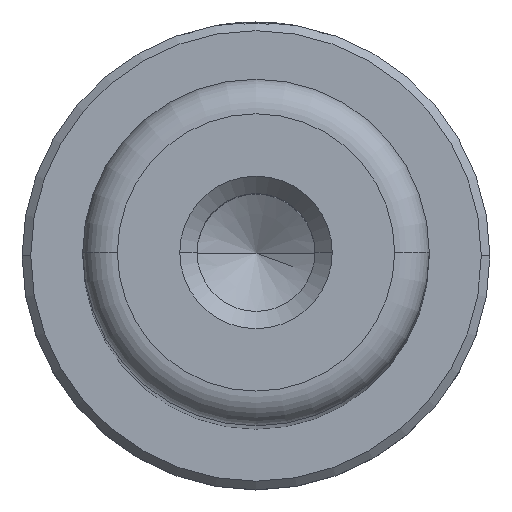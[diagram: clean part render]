
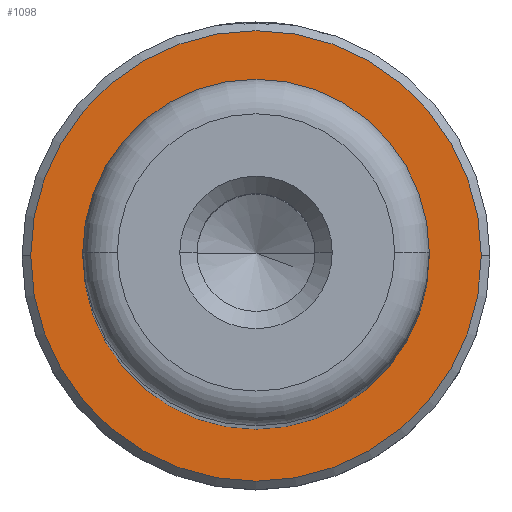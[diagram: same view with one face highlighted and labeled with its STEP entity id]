
A CAD part, top view. The second image highlights one B-rep face of the part: STEP entity #1098.
In plain terms, the highlighted planar face has unit normal (0, 0, 1).
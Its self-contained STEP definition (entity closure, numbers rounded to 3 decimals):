
#40 = AXIS2_PLACEMENT_3D ( 'NONE', #588, #1692, #755 ) ;
#96 = DIRECTION ( 'NONE',  ( 1., 0., 0. ) ) ;
#100 = DIRECTION ( 'NONE',  ( 0., 0., 1. ) ) ;
#105 = CARTESIAN_POINT ( 'NONE',  ( 0., 0., 18. ) ) ;
#325 = CIRCLE ( 'NONE', #40, 9.5 ) ;
#456 = EDGE_CURVE ( 'NONE', #1685, #895, #1155, .T. ) ;
#549 = CARTESIAN_POINT ( 'NONE',  ( -13., 0., 18. ) ) ;
#571 = ORIENTED_EDGE ( 'NONE', *, *, #1908, .T. ) ;
#588 = CARTESIAN_POINT ( 'NONE',  ( 0., 0., 18. ) ) ;
#755 = DIRECTION ( 'NONE',  ( -1., 0., 0. ) ) ;
#764 = AXIS2_PLACEMENT_3D ( 'NONE', #1034, #1030, #999 ) ;
#805 = AXIS2_PLACEMENT_3D ( 'NONE', #105, #100, #96 ) ;
#816 = VERTEX_POINT ( 'NONE', #969 ) ;
#857 = FACE_OUTER_BOUND ( 'NONE', #1170, .T. ) ;
#895 = VERTEX_POINT ( 'NONE', #923 ) ;
#923 = CARTESIAN_POINT ( 'NONE',  ( -9.5, 0., 18. ) ) ;
#969 = CARTESIAN_POINT ( 'NONE',  ( 13., 0., 18. ) ) ;
#999 = DIRECTION ( 'NONE',  ( -1., 0., 0. ) ) ;
#1030 = DIRECTION ( 'NONE',  ( 0., 0., -1. ) ) ;
#1034 = CARTESIAN_POINT ( 'NONE',  ( 0., 0., 18. ) ) ;
#1098 = ADVANCED_FACE ( 'NONE', ( #857, #1634 ), #1670, .T. ) ;
#1155 = CIRCLE ( 'NONE', #764, 9.5 ) ;
#1157 = EDGE_CURVE ( 'NONE', #816, #1423, #1539, .T. ) ;
#1170 = EDGE_LOOP ( 'NONE', ( #1774, #1766 ) ) ;
#1183 = EDGE_LOOP ( 'NONE', ( #571, #1589 ) ) ;
#1423 = VERTEX_POINT ( 'NONE', #549 ) ;
#1438 = DIRECTION ( 'NONE',  ( 1., 0., 0. ) ) ;
#1450 = DIRECTION ( 'NONE',  ( 0., 0., 1. ) ) ;
#1456 = CARTESIAN_POINT ( 'NONE',  ( 0., 0., 18. ) ) ;
#1467 = EDGE_CURVE ( 'NONE', #1423, #816, #1906, .T. ) ;
#1539 = CIRCLE ( 'NONE', #1953, 13. ) ;
#1589 = ORIENTED_EDGE ( 'NONE', *, *, #456, .T. ) ;
#1634 = FACE_BOUND ( 'NONE', #1183, .T. ) ;
#1647 = DIRECTION ( 'NONE',  ( 1., 0., 0. ) ) ;
#1662 = DIRECTION ( 'NONE',  ( 0., 0., 1. ) ) ;
#1670 = PLANE ( 'NONE',  #2055 ) ;
#1685 = VERTEX_POINT ( 'NONE', #1816 ) ;
#1692 = DIRECTION ( 'NONE',  ( 0., 0., -1. ) ) ;
#1703 = CARTESIAN_POINT ( 'NONE',  ( 0., 0., 18. ) ) ;
#1766 = ORIENTED_EDGE ( 'NONE', *, *, #1157, .T. ) ;
#1774 = ORIENTED_EDGE ( 'NONE', *, *, #1467, .T. ) ;
#1816 = CARTESIAN_POINT ( 'NONE',  ( 9.5, 0., 18. ) ) ;
#1906 = CIRCLE ( 'NONE', #805, 13. ) ;
#1908 = EDGE_CURVE ( 'NONE', #895, #1685, #325, .T. ) ;
#1953 = AXIS2_PLACEMENT_3D ( 'NONE', #1456, #1450, #1438 ) ;
#2055 = AXIS2_PLACEMENT_3D ( 'NONE', #1703, #1662, #1647 ) ;
